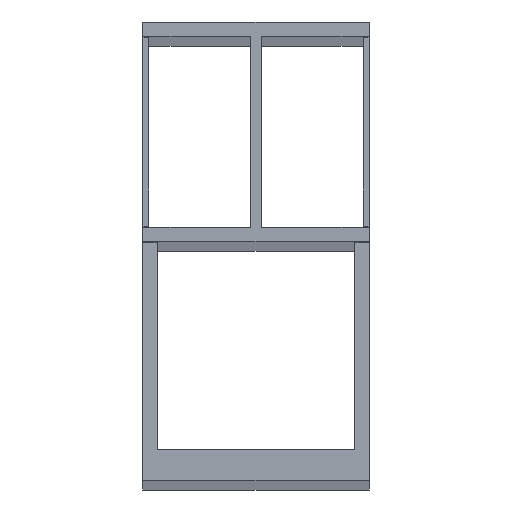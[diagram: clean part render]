
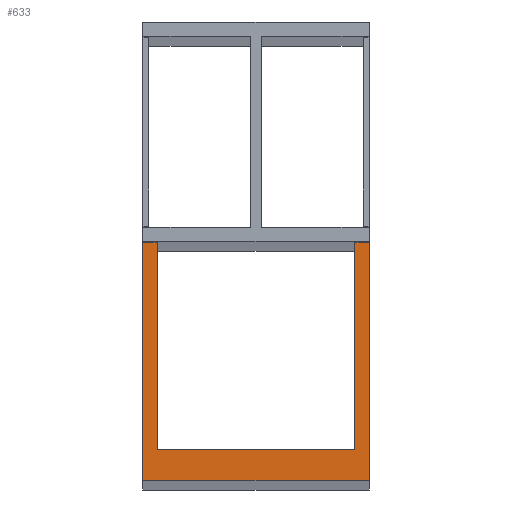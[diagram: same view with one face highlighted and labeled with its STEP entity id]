
A CAD part, top view. The second image highlights one B-rep face of the part: STEP entity #633.
In plain terms, the highlighted planar face has unit normal (0, 0, 1).
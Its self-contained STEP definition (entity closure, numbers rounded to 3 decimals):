
#49=FACE_OUTER_BOUND('',#85,.T.);
#85=EDGE_LOOP('',(#529,#530,#531,#532,#533,#534,#535,#536));
#143=LINE('',#960,#227);
#147=LINE('',#967,#231);
#150=LINE('',#973,#234);
#152=LINE('',#978,#236);
#155=LINE('',#984,#239);
#158=LINE('',#990,#242);
#161=LINE('',#996,#245);
#164=LINE('',#1000,#248);
#227=VECTOR('',#788,10.);
#231=VECTOR('',#794,10.);
#234=VECTOR('',#799,10.);
#236=VECTOR('',#803,10.);
#239=VECTOR('',#808,10.);
#242=VECTOR('',#813,10.);
#245=VECTOR('',#818,10.);
#248=VECTOR('',#823,10.);
#295=VERTEX_POINT('',#957);
#296=VERTEX_POINT('',#959);
#298=VERTEX_POINT('',#965);
#300=VERTEX_POINT('',#971);
#302=VERTEX_POINT('',#977);
#304=VERTEX_POINT('',#983);
#306=VERTEX_POINT('',#989);
#308=VERTEX_POINT('',#995);
#367=EDGE_CURVE('',#295,#296,#143,.T.);
#371=EDGE_CURVE('',#298,#295,#147,.T.);
#374=EDGE_CURVE('',#300,#298,#150,.T.);
#376=EDGE_CURVE('',#302,#296,#152,.T.);
#379=EDGE_CURVE('',#304,#302,#155,.T.);
#382=EDGE_CURVE('',#306,#304,#158,.T.);
#385=EDGE_CURVE('',#308,#306,#161,.T.);
#388=EDGE_CURVE('',#308,#300,#164,.T.);
#529=ORIENTED_EDGE('',*,*,#388,.F.);
#530=ORIENTED_EDGE('',*,*,#385,.T.);
#531=ORIENTED_EDGE('',*,*,#382,.T.);
#532=ORIENTED_EDGE('',*,*,#379,.T.);
#533=ORIENTED_EDGE('',*,*,#376,.T.);
#534=ORIENTED_EDGE('',*,*,#367,.F.);
#535=ORIENTED_EDGE('',*,*,#371,.F.);
#536=ORIENTED_EDGE('',*,*,#374,.F.);
#597=PLANE('',#686);
#633=ADVANCED_FACE('',(#49),#597,.T.);
#686=AXIS2_PLACEMENT_3D('',#1001,#824,#825);
#788=DIRECTION('',(0.,-1.,0.));
#794=DIRECTION('',(1.,0.,0.));
#799=DIRECTION('',(0.,1.,0.));
#803=DIRECTION('',(1.,0.,0.));
#808=DIRECTION('',(0.,-1.,0.));
#813=DIRECTION('',(-1.,0.,0.));
#818=DIRECTION('',(0.,1.,0.));
#823=DIRECTION('',(1.,0.,0.));
#824=DIRECTION('center_axis',(0.,0.,1.));
#825=DIRECTION('ref_axis',(1.,0.,0.));
#957=CARTESIAN_POINT('',(20.,42.,1000.));
#959=CARTESIAN_POINT('',(20.,0.,1000.));
#960=CARTESIAN_POINT('',(20.,42.,1000.));
#965=CARTESIAN_POINT('',(17.5,42.,1000.));
#967=CARTESIAN_POINT('',(17.5,42.,1000.));
#971=CARTESIAN_POINT('',(17.5,5.5,1000.));
#973=CARTESIAN_POINT('',(17.5,5.5,1000.));
#977=CARTESIAN_POINT('',(-20.,0.,1000.));
#978=CARTESIAN_POINT('',(-20.,0.,1000.));
#983=CARTESIAN_POINT('',(-20.,42.,1000.));
#984=CARTESIAN_POINT('',(-20.,42.,1000.));
#989=CARTESIAN_POINT('',(-17.5,42.,1000.));
#990=CARTESIAN_POINT('',(-17.5,42.,1000.));
#995=CARTESIAN_POINT('',(-17.5,5.5,1000.));
#996=CARTESIAN_POINT('',(-17.5,5.5,1000.));
#1000=CARTESIAN_POINT('',(0.,5.5,1000.));
#1001=CARTESIAN_POINT('Origin',(-10.,21.,1000.));
